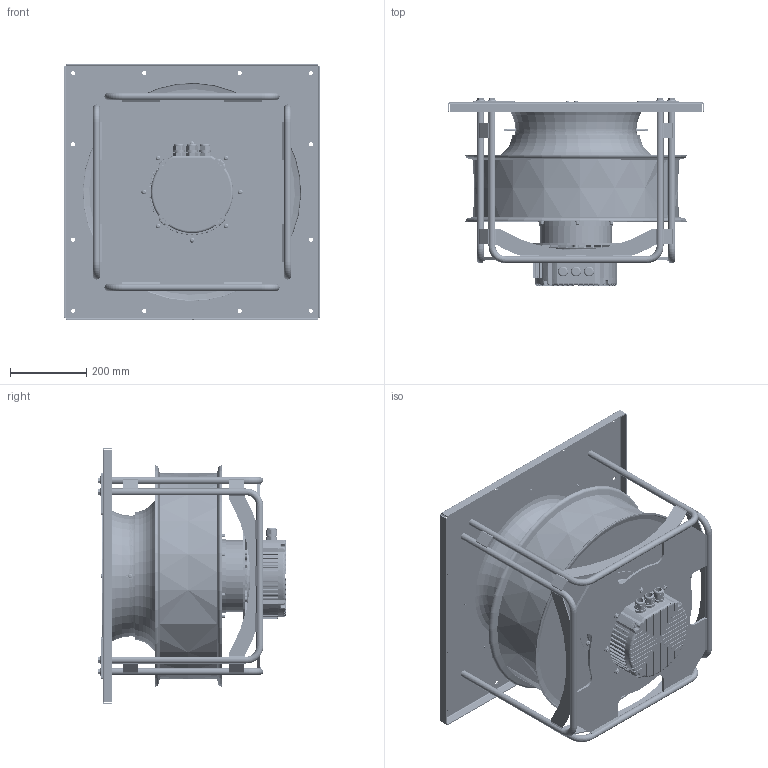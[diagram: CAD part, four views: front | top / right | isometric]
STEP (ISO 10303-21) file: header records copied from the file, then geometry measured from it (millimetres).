
FILE_DESCRIPTION((''),'2;1');
FILE_NAME('1171839_ASM','2023-12-21T14:45:56',('mkulawiak'),(''),'CREO PARAMETRIC BY PTC INC, 2022484','CREO PARAMETRIC BY PTC INC, 2022484','');
FILE_SCHEMA(('CONFIG_CONTROL_DESIGN'));
Length unit declared in the file: millimetre
Products named in the file (42): 1195819; 1172591; 1196434; 1196430_ASM; 1171816; 1173619; 1173620; 1195167; 1111787; 1194461_ASM; 1171842; 1193911; 1193912; FILLET_WELD_ID_1315; 1194432; 1210520; FILLET_WELD_ID_7085; FILLET_WELD_ID_7205; FILLET_WELD_ID_9090; FILLET_WELD_ID_9113; FILLET_WELD_ID_9140; FILLET_WELD_ID_9163; FILLET_WELD_ID_9190; FILLET_WELD_ID_9213; FILLET_WELD_ID_9883; FILLET_WELD_ID_10117; FILLET_WELD_ID_10162; FILLET_WELD_ID_10207; 1212054; FILLET_WELD_ID_10820; FILLET_WELD_ID_11021; FILLET_WELD_ID_11449; FILLET_WELD_ID_11490; FILLET_WELD_ID_11593; FILLET_WELD_ID_11634; FILLET_WELD_ID_11737; FILLET_WELD_ID_11778; 1210849_ASM; 1210435; 1210529 ...
Assembly tree (94 placements, depth 4):
  1171839_ASM
    1194461_ASM
      1195819
      1196430_ASM
        1172591
        1196434
      1171816
      1173619  x2
      1173620  x2
      1195167  x6
      1111787  x2
    1171842
    1210849_ASM
      1193911  x4
      1193912
      FILLET_WELD_ID_1315
      1194432  x8
      1210520  x8
      FILLET_WELD_ID_7085
      FILLET_WELD_ID_7205
      FILLET_WELD_ID_9090
      FILLET_WELD_ID_9113
      FILLET_WELD_ID_9140
      FILLET_WELD_ID_9163
      FILLET_WELD_ID_9190
      FILLET_WELD_ID_9213
      FILLET_WELD_ID_9883
      FILLET_WELD_ID_10117
      FILLET_WELD_ID_10162
      FILLET_WELD_ID_10207
      1212054  x4
      FILLET_WELD_ID_10820
      FILLET_WELD_ID_11021
      FILLET_WELD_ID_11449
      FILLET_WELD_ID_11490
      FILLET_WELD_ID_11593
      FILLET_WELD_ID_11634
      FILLET_WELD_ID_11737
      FILLET_WELD_ID_11778
    1210435  x4
    1195167  x8
    1210529  x8
    1195169  x8
Bounding box: 670 x 492.2 x 670 mm (x, y, z)
Volume: 46427531.1 mm3; surface area: 4391610.9 mm2
Topology: 128 solids, 159 shells, 6655 faces, 18035 edges, 11431 vertices
Faces by surface type: plane 3182, cylinder 2391, torus 442, cone 360, sphere 178, bspline 102
Entity records: 128733 total; most frequent: CARTESIAN_POINT 32909, DIRECTION 20203, ORIENTED_EDGE 19986, EDGE_CURVE 10101, AXIS2_PLACEMENT_3D 7754, VERTEX_POINT 6483, VECTOR 4695, LINE 4695
